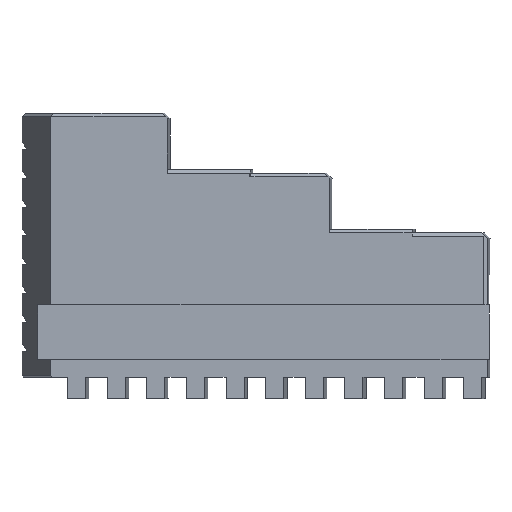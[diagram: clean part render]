
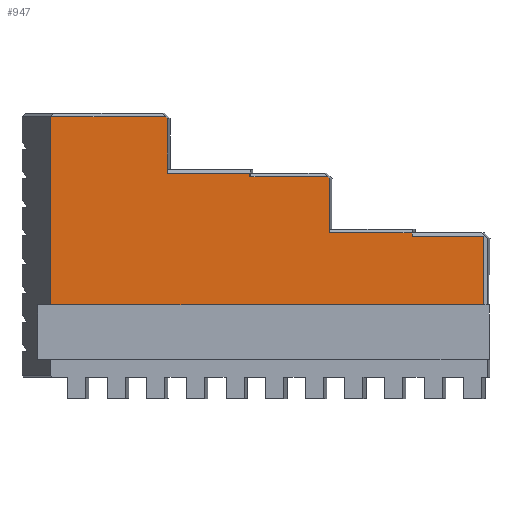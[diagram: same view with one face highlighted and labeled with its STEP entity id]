
A CAD part, front view. The second image highlights one B-rep face of the part: STEP entity #947.
In plain terms, the highlighted planar face has unit normal (0, -1, 0).
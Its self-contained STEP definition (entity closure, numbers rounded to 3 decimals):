
#803=CARTESIAN_POINT('',(128.083,-17.,-34.2));
#804=VERTEX_POINT('',#803);
#811=CARTESIAN_POINT('',(128.083,-17.,-53.2));
#812=VERTEX_POINT('',#811);
#813=CARTESIAN_POINT('',(128.083,-17.,-34.2));
#814=DIRECTION('',(0.0,0.0,-1.0));
#815=VECTOR('',#814,1.0);
#816=LINE('',#813,#815);
#817=EDGE_CURVE('',#804,#812,#816,.T.);
#837=CARTESIAN_POINT('',(1.996,-17.,1.61));
#838=DIRECTION('',(0.,1.0,0.0));
#839=DIRECTION('',(1.,0.,0.0));
#840=AXIS2_PLACEMENT_3D('',#837,#838,#839);
#841=PLANE('',#840);
#842=ORIENTED_EDGE('',*,*,#817,.F.);
#843=CARTESIAN_POINT('',(108.283,-17.,-34.2));
#844=VERTEX_POINT('',#843);
#845=CARTESIAN_POINT('',(108.283,-17.,-34.2));
#846=DIRECTION('',(1.0,0.0,0.0));
#847=VECTOR('',#846,1.0);
#848=LINE('',#845,#847);
#849=EDGE_CURVE('',#844,#804,#848,.T.);
#850=ORIENTED_EDGE('',*,*,#849,.F.);
#851=CARTESIAN_POINT('',(108.283,-17.,-33.2));
#852=VERTEX_POINT('',#851);
#853=CARTESIAN_POINT('',(108.283,-17.,-34.2));
#854=DIRECTION('',(0.0,0.0,1.0));
#855=VECTOR('',#854,1.0);
#856=LINE('',#853,#855);
#857=EDGE_CURVE('',#844,#852,#856,.T.);
#858=ORIENTED_EDGE('',*,*,#857,.T.);
#859=CARTESIAN_POINT('',(85.283,-17.,-33.2));
#860=VERTEX_POINT('',#859);
#861=CARTESIAN_POINT('',(85.283,-17.,-33.2));
#862=DIRECTION('',(1.0,0.0,0.0));
#863=VECTOR('',#862,1.0);
#864=LINE('',#861,#863);
#865=EDGE_CURVE('',#860,#852,#864,.T.);
#866=ORIENTED_EDGE('',*,*,#865,.F.);
#867=CARTESIAN_POINT('',(85.283,-17.,-18.1));
#868=VERTEX_POINT('',#867);
#869=CARTESIAN_POINT('',(85.283,-17.,-33.2));
#870=DIRECTION('',(0.0,0.0,1.0));
#871=VECTOR('',#870,1.0);
#872=LINE('',#869,#871);
#873=EDGE_CURVE('',#860,#868,#872,.T.);
#874=ORIENTED_EDGE('',*,*,#873,.T.);
#875=CARTESIAN_POINT('',(84.78,-17.,-17.6));
#876=VERTEX_POINT('',#875);
#877=CARTESIAN_POINT('',(85.031,-17.,-17.85));
#878=DIRECTION('',(0.709,0.0,-0.705));
#879=VECTOR('',#878,1.);
#880=LINE('',#877,#879);
#881=EDGE_CURVE('',#876,#868,#880,.T.);
#882=ORIENTED_EDGE('',*,*,#881,.F.);
#883=CARTESIAN_POINT('',(63.283,-17.,-17.6));
#884=VERTEX_POINT('',#883);
#885=CARTESIAN_POINT('',(63.283,-17.,-17.6));
#886=DIRECTION('',(1.0,0.0,0.0));
#887=VECTOR('',#886,1.);
#888=LINE('',#885,#887);
#889=EDGE_CURVE('',#884,#876,#888,.T.);
#890=ORIENTED_EDGE('',*,*,#889,.F.);
#891=CARTESIAN_POINT('',(63.283,-17.,-16.6));
#892=VERTEX_POINT('',#891);
#893=CARTESIAN_POINT('',(63.283,-17.,-17.6));
#894=DIRECTION('',(0.0,0.0,1.0));
#895=VECTOR('',#894,1.0);
#896=LINE('',#893,#895);
#897=EDGE_CURVE('',#884,#892,#896,.T.);
#898=ORIENTED_EDGE('',*,*,#897,.T.);
#899=CARTESIAN_POINT('',(40.283,-17.,-16.6));
#900=VERTEX_POINT('',#899);
#901=CARTESIAN_POINT('',(40.283,-17.,-16.6));
#902=DIRECTION('',(1.0,0.0,0.0));
#903=VECTOR('',#902,1.0);
#904=LINE('',#901,#903);
#905=EDGE_CURVE('',#900,#892,#904,.T.);
#906=ORIENTED_EDGE('',*,*,#905,.F.);
#907=CARTESIAN_POINT('',(40.283,-17.,-1.5));
#908=VERTEX_POINT('',#907);
#909=CARTESIAN_POINT('',(40.283,-17.,-16.6));
#910=DIRECTION('',(0.0,0.0,1.0));
#911=VECTOR('',#910,1.0);
#912=LINE('',#909,#911);
#913=EDGE_CURVE('',#900,#908,#912,.T.);
#914=ORIENTED_EDGE('',*,*,#913,.T.);
#915=CARTESIAN_POINT('',(39.78,-17.,-1.0));
#916=VERTEX_POINT('',#915);
#917=CARTESIAN_POINT('',(40.031,-17.,-1.25));
#918=DIRECTION('',(0.709,0.0,-0.705));
#919=VECTOR('',#918,1.);
#920=LINE('',#917,#919);
#921=EDGE_CURVE('',#916,#908,#920,.T.);
#922=ORIENTED_EDGE('',*,*,#921,.F.);
#923=CARTESIAN_POINT('',(8.,-17.,-1.0));
#924=VERTEX_POINT('',#923);
#925=CARTESIAN_POINT('',(8.,-17.,-1.0));
#926=DIRECTION('',(1.0,0.0,0.0));
#927=VECTOR('',#926,1.0);
#928=LINE('',#925,#927);
#929=EDGE_CURVE('',#924,#916,#928,.T.);
#930=ORIENTED_EDGE('',*,*,#929,.F.);
#931=CARTESIAN_POINT('',(8.,-17.,-53.2));
#932=VERTEX_POINT('',#931);
#933=CARTESIAN_POINT('',(8.,-17.,-1.0));
#934=DIRECTION('',(0.0,0.0,-1.0));
#935=VECTOR('',#934,1.0);
#936=LINE('',#933,#935);
#937=EDGE_CURVE('',#924,#932,#936,.T.);
#938=ORIENTED_EDGE('',*,*,#937,.T.);
#939=CARTESIAN_POINT('',(8.,-17.,-53.2));
#940=DIRECTION('',(1.0,0.0,0.0));
#941=VECTOR('',#940,1.0);
#942=LINE('',#939,#941);
#943=EDGE_CURVE('',#932,#812,#942,.T.);
#944=ORIENTED_EDGE('',*,*,#943,.T.);
#945=EDGE_LOOP('',(#842,#850,#858,#866,#874,#882,#890,#898,#906,#914,#922,#930,#938,#944));
#946=FACE_OUTER_BOUND('',#945,.T.);
#947=ADVANCED_FACE('',(#946),#841,.F.);
